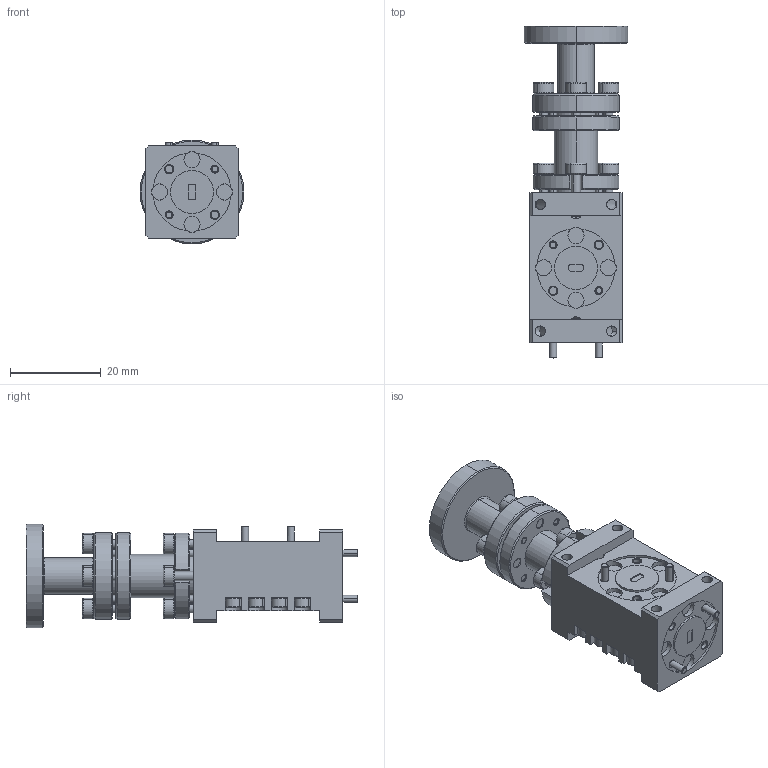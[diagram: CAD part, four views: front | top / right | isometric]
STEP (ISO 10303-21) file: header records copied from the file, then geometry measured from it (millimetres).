
FILE_DESCRIPTION (( 'STEP AP203' ), '1' );
FILE_NAME ('AH-RE10-141-122-A-DP.STEP', '2023-06-07T22:27:28', ( '' ), ( '' ), 'SwSTEP 2.0', 'SolidWorks 2021', '' );
FILE_SCHEMA (( 'CONFIG_CONTROL_DESIGN' ));
Length unit declared in the file: inch
Products named in the file (1): AH-RE10-141-122-A-DP
Bounding box: 22.89 x 73.22 x 22.89 mm (x, y, z)
Volume: 16802.6 mm3; surface area: 9131.7 mm2
Topology: 1 solids, 12 shells, 1113 faces, 2539 edges, 1544 vertices
Faces by surface type: cylinder 416, plane 362, cone 301, torus 20, bspline 14
Entity records: 39760 total; most frequent: CARTESIAN_POINT 14954, DIRECTION 5281, ORIENTED_EDGE 5054, EDGE_CURVE 2527, AXIS2_PLACEMENT_3D 2061, VERTEX_POINT 1544, EDGE_LOOP 1269, VECTOR 1159
